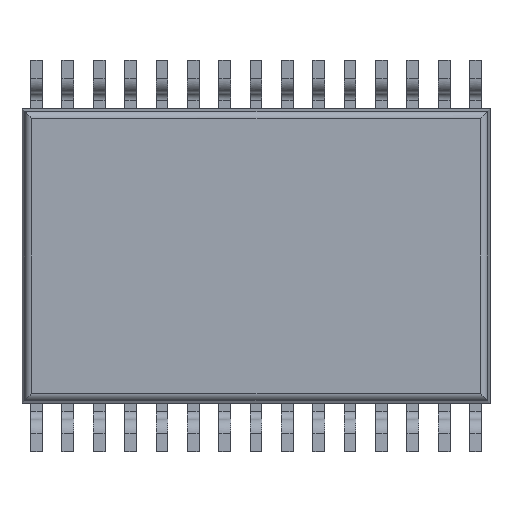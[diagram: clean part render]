
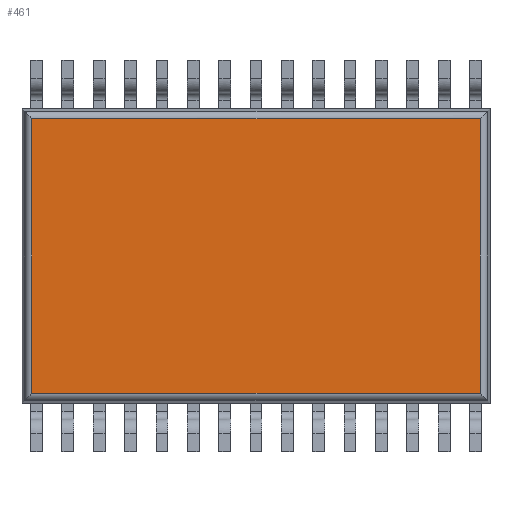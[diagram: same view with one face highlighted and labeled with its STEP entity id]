
A CAD part, front view. The second image highlights one B-rep face of the part: STEP entity #461.
In plain terms, the highlighted planar face has unit normal (0, -1, 0).
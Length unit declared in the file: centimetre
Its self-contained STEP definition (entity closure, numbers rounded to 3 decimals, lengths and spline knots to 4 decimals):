
#448 = EDGE_CURVE ( 'NONE', #449, #525, #5056, .T. ) ;
#449 = VERTEX_POINT ( 'NONE', #5055 ) ;
#457 = EDGE_CURVE ( 'NONE', #495, #449, #5114, .T. ) ;
#458 = ORIENTED_EDGE ( 'NONE', *, *, #523, .F. ) ;
#461 = ADVANCED_FACE ( 'NONE', ( #5116 ), #5049, .F. ) ;
#463 = ORIENTED_EDGE ( 'NONE', *, *, #448, .F. ) ;
#464 = ORIENTED_EDGE ( 'NONE', *, *, #489, .F. ) ;
#489 = EDGE_CURVE ( 'NONE', #570, #495, #5197, .T. ) ;
#491 = EDGE_LOOP ( 'NONE', ( #464, #458, #463, #565 ) ) ;
#495 = VERTEX_POINT ( 'NONE', #5199 ) ;
#523 = EDGE_CURVE ( 'NONE', #525, #570, #5339, .T. ) ;
#525 = VERTEX_POINT ( 'NONE', #5344 ) ;
#565 = ORIENTED_EDGE ( 'NONE', *, *, #457, .F. ) ;
#570 = VERTEX_POINT ( 'NONE', #5466 ) ;
#5049 = PLANE ( 'NONE',  #5085 ) ;
#5051 = DIRECTION ( 'NONE',  ( 0., 0., -1. ) ) ;
#5052 = VECTOR ( 'NONE', #5051, 100. ) ;
#5053 = CARTESIAN_POINT ( 'NONE',  ( 0.4648, 0.01, 0. ) ) ;
#5055 = CARTESIAN_POINT ( 'NONE',  ( 0.4648, 0.01, 0.2848 ) ) ;
#5056 = LINE ( 'NONE', #5053, #5052 ) ;
#5085 = AXIS2_PLACEMENT_3D ( 'NONE', #5153, #5152, #5151 ) ;
#5111 = DIRECTION ( 'NONE',  ( 1., 0., 0. ) ) ;
#5112 = VECTOR ( 'NONE', #5111, 100. ) ;
#5113 = CARTESIAN_POINT ( 'NONE',  ( 0., 0.01, 0.2848 ) ) ;
#5114 = LINE ( 'NONE', #5113, #5112 ) ;
#5116 = FACE_OUTER_BOUND ( 'NONE', #491, .T. ) ;
#5151 = DIRECTION ( 'NONE',  ( -1., 0., 0. ) ) ;
#5152 = DIRECTION ( 'NONE',  ( 0., 1., 0. ) ) ;
#5153 = CARTESIAN_POINT ( 'NONE',  ( 0., 0.01, 0. ) ) ;
#5194 = DIRECTION ( 'NONE',  ( 0., 0., 1. ) ) ;
#5195 = VECTOR ( 'NONE', #5194, 100. ) ;
#5196 = CARTESIAN_POINT ( 'NONE',  ( -0.4648, 0.01, 0. ) ) ;
#5197 = LINE ( 'NONE', #5196, #5195 ) ;
#5199 = CARTESIAN_POINT ( 'NONE',  ( -0.4648, 0.01, 0.2848 ) ) ;
#5336 = DIRECTION ( 'NONE',  ( -1., 0., 0. ) ) ;
#5337 = VECTOR ( 'NONE', #5336, 100. ) ;
#5338 = CARTESIAN_POINT ( 'NONE',  ( 0., 0.01, -0.2848 ) ) ;
#5339 = LINE ( 'NONE', #5338, #5337 ) ;
#5344 = CARTESIAN_POINT ( 'NONE',  ( 0.4648, 0.01, -0.2848 ) ) ;
#5466 = CARTESIAN_POINT ( 'NONE',  ( -0.4648, 0.01, -0.2848 ) ) ;
